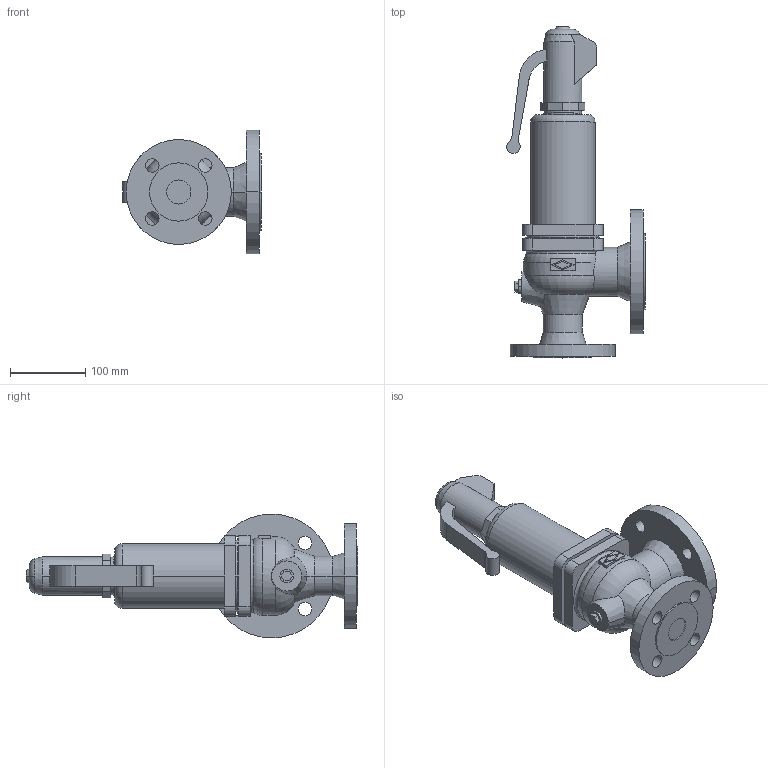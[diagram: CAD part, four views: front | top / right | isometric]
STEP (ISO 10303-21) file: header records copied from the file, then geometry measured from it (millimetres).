
FILE_DESCRIPTION(('Creo Elements/Direct Modeling STEP Export'),'2;1');
FILE_NAME('c000000843.stp','2013-12-03T 7:43:26',(''),(''),'Creo Elements/Direct Modeling STEP processor for AP214 (Solid Model)','Creo Elements/Direct Modeling 17.0D 15-Jul-2011 (C) Parametric Technology GmbH','');
FILE_SCHEMA(('AUTOMOTIVE_DESIGN { 1 0 10303 214 1 1 1 1 }'));
Length unit declared in the file: millimetre
Products named in the file (1): 1
Bounding box: 184.77 x 442.5 x 165 mm (x, y, z)
Volume: 2972304.3 mm3; surface area: 237255.4 mm2
Topology: 1 solids, 1 shells, 150 faces, 380 edges, 251 vertices
Faces by surface type: plane 70, cylinder 61, cone 11, torus 8
Entity records: 4651 total; most frequent: CARTESIAN_POINT 1047, ORIENTED_EDGE 760, DIRECTION 708, EDGE_CURVE 380, AXIS2_PLACEMENT_3D 257, VERTEX_POINT 251, VECTOR 194, LINE 194
